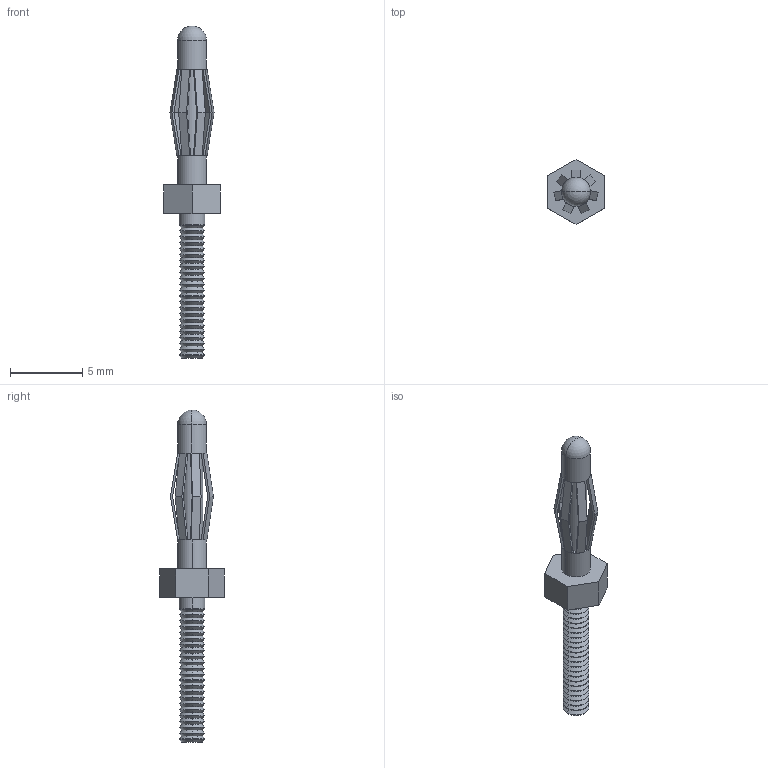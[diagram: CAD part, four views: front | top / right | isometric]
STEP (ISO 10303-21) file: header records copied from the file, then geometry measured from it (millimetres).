
FILE_DESCRIPTION((''),'2;1');
FILE_NAME('MULTI-CONTACT_22.1100.stp','2009-07-07T14:55:51',(''),(''),'Mechanical Desktop 2006','Mechanical Desktop 2006',', , ');
FILE_SCHEMA(('AUTOMOTIVE_DESIGN { 1 2 10303 214 0 1 1 1 }'));
Length unit declared in the file: millimetre
Products named in the file (1): Product
Bounding box: 3.9 x 4.5 x 23 mm (x, y, z)
Volume: 77.5 mm3; surface area: 344.2 mm2
Topology: 36 solids, 36 shells, 287 faces, 550 edges, 333 vertices
Faces by surface type: plane 133, cone 96, cylinder 56, sphere 2
Entity records: 7156 total; most frequent: DIRECTION 1332, CARTESIAN_POINT 1167, ORIENTED_EDGE 1094, EDGE_CURVE 547, AXIS2_PLACEMENT_3D 497, VECTOR 338, LINE 338, VERTEX_POINT 332
